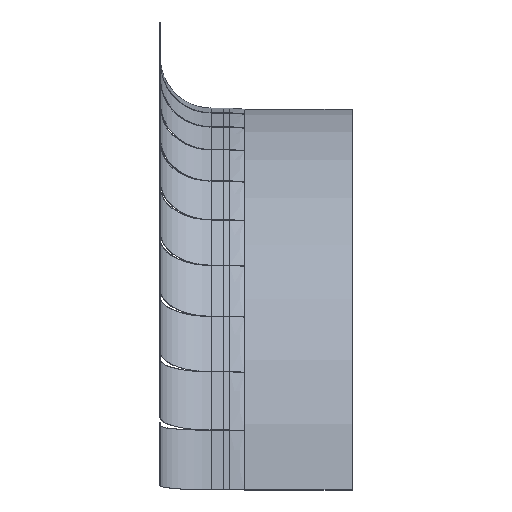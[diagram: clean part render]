
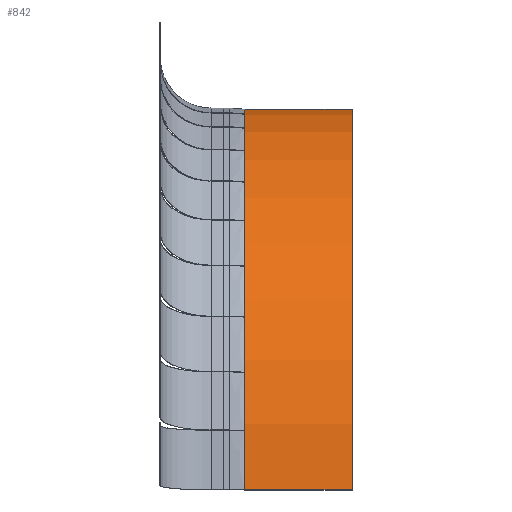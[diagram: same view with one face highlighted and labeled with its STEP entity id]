
A CAD part, left-side view. The second image highlights one B-rep face of the part: STEP entity #842.
In plain terms, the highlighted cylindrical face has radius 125.335 mm (diameter 250.67 mm), a partial arc.
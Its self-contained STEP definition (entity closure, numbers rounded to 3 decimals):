
#796=CYLINDRICAL_SURFACE('',#6793,125.335);
#842=ADVANCED_FACE('',(#1512),#796,.T.);
#1512=FACE_OUTER_BOUND('',#1918,.T.);
#1918=EDGE_LOOP('',(#2420,#2421,#2422,#2423));
#2321=CIRCLE('',#6786,125.335);
#2323=CIRCLE('',#6790,125.335);
#2420=ORIENTED_EDGE('',*,*,#4765,.T.);
#2421=ORIENTED_EDGE('',*,*,#4767,.T.);
#2422=ORIENTED_EDGE('',*,*,#4759,.F.);
#2423=ORIENTED_EDGE('',*,*,#4762,.F.);
#4188=VERTEX_POINT('',#8527);
#4191=VERTEX_POINT('',#8532);
#4193=VERTEX_POINT('',#8538);
#4195=VERTEX_POINT('',#8544);
#4759=EDGE_CURVE('',#4191,#4188,#2321,.T.);
#4762=EDGE_CURVE('',#4193,#4191,#5652,.T.);
#4765=EDGE_CURVE('',#4193,#4195,#2323,.T.);
#4767=EDGE_CURVE('',#4195,#4188,#5655,.T.);
#5652=LINE('',#8539,#6220);
#5655=LINE('',#8548,#6223);
#6220=VECTOR('',#7187,1.);
#6223=VECTOR('',#7198,1.);
#6786=AXIS2_PLACEMENT_3D('',#8533,#7181,#7182);
#6790=AXIS2_PLACEMENT_3D('',#8545,#7193,#7194);
#6793=AXIS2_PLACEMENT_3D('',#8550,#7201,#7202);
#7181=DIRECTION('',(0.,-1.,0.));
#7182=DIRECTION('',(0.,0.,1.));
#7187=DIRECTION('',(0.,-1.,0.));
#7193=DIRECTION('',(0.,-1.,0.));
#7194=DIRECTION('',(0.,0.,1.));
#7198=DIRECTION('',(0.,-1.,0.));
#7201=DIRECTION('',(0.,1.,0.));
#7202=DIRECTION('',(0.,0.,1.));
#8527=CARTESIAN_POINT('',(-125.33,135.,1.065));
#8532=CARTESIAN_POINT('',(125.33,135.,1.065));
#8533=CARTESIAN_POINT('',(0.,135.,0.));
#8538=CARTESIAN_POINT('',(125.33,170.,1.065));
#8539=CARTESIAN_POINT('',(125.33,135.,1.065));
#8544=CARTESIAN_POINT('',(-125.33,170.,1.065));
#8545=CARTESIAN_POINT('',(0.,170.,0.));
#8548=CARTESIAN_POINT('',(-125.33,135.,1.065));
#8550=CARTESIAN_POINT('',(0.,135.,0.));
